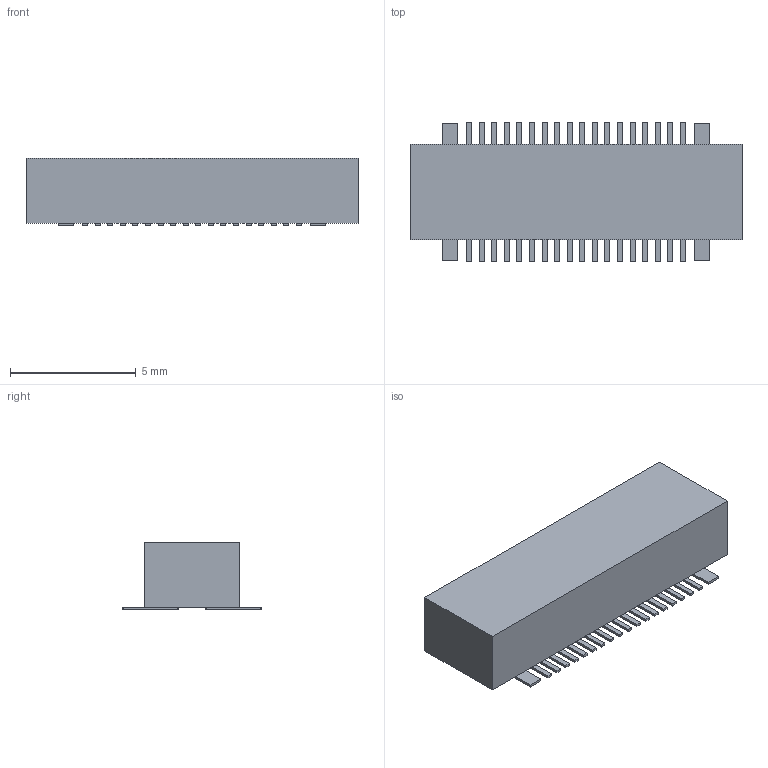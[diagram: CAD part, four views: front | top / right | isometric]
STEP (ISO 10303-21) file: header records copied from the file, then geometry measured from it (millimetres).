
FILE_DESCRIPTION(('FreeCAD Model'),'2;1');
FILE_NAME('666194.1.5.stp','2021-08-06T06:36:01',( 'Author'),(''),'Open CASCADE STEP processor 6.9','FreeCAD','Unknown' );
FILE_SCHEMA(('AUTOMOTIVE_DESIGN { 1 0 10303 214 1 1 1 1 }'));
Length unit declared in the file: millimetre
Products named in the file (3): ASSEMBLY; Body; Pins
Assembly tree (2 placements, depth 2):
  ASSEMBLY
    Body
    Pins
Bounding box: 13.2 x 5.55 x 2.7 mm (x, y, z)
Volume: 132.6 mm3; surface area: 251.3 mm2
Topology: 41 solids, 41 shells, 246 faces, 492 edges, 328 vertices
Faces by surface type: plane 246
Entity records: 12971 total; most frequent: CARTESIAN_POINT 2053, DIRECTION 1974, LINE 1476, VECTOR 1476, ORIENTED_EDGE 984, PCURVE 984, DEFINITIONAL_REPRESENTATION 984, EDGE_CURVE 492
